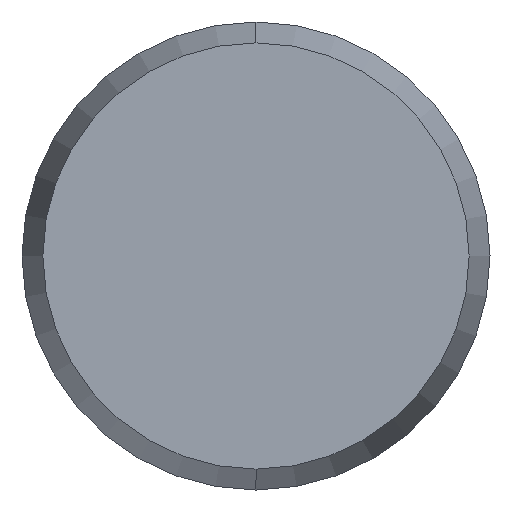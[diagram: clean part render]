
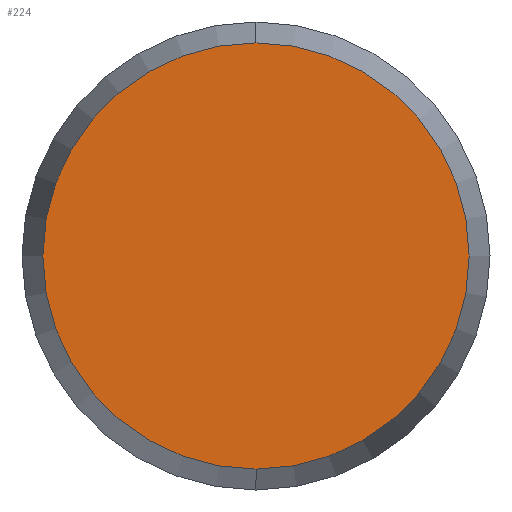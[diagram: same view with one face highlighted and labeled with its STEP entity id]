
A CAD part, left-side view. The second image highlights one B-rep face of the part: STEP entity #224.
In plain terms, the highlighted planar face has unit normal (-1, 0, 0).
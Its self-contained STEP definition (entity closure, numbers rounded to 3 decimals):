
#14 = PLANE ( 'NONE',  #231 ) ;
#45 = EDGE_LOOP ( 'NONE', ( #68, #174 ) ) ;
#54 = AXIS2_PLACEMENT_3D ( 'NONE', #215, #190, #234 ) ;
#59 = DIRECTION ( 'NONE',  ( 0., 0., 1. ) ) ;
#68 = ORIENTED_EDGE ( 'NONE', *, *, #250, .T. ) ;
#75 = DIRECTION ( 'NONE',  ( -1., 0., 0. ) ) ;
#94 = CARTESIAN_POINT ( 'NONE',  ( -3., 0., 0. ) ) ;
#97 = FACE_OUTER_BOUND ( 'NONE', #45, .T. ) ;
#106 = VERTEX_POINT ( 'NONE', #270 ) ;
#174 = ORIENTED_EDGE ( 'NONE', *, *, #267, .T. ) ;
#180 = CIRCLE ( 'NONE', #214, 1.366 ) ;
#185 = DIRECTION ( 'NONE',  ( 0., 0., 1. ) ) ;
#188 = CIRCLE ( 'NONE', #54, 1.366 ) ;
#189 = CARTESIAN_POINT ( 'NONE',  ( -3., 0., 0. ) ) ;
#190 = DIRECTION ( 'NONE',  ( -1., 0., 0. ) ) ;
#210 = DIRECTION ( 'NONE',  ( -1., 0., 0. ) ) ;
#214 = AXIS2_PLACEMENT_3D ( 'NONE', #189, #210, #59 ) ;
#215 = CARTESIAN_POINT ( 'NONE',  ( -3., 0., 0. ) ) ;
#224 = ADVANCED_FACE ( 'NONE', ( #97 ), #14, .T. ) ;
#231 = AXIS2_PLACEMENT_3D ( 'NONE', #94, #75, #185 ) ;
#234 = DIRECTION ( 'NONE',  ( 0., 0., 1. ) ) ;
#240 = VERTEX_POINT ( 'NONE', #272 ) ;
#250 = EDGE_CURVE ( 'NONE', #106, #240, #188, .T. ) ;
#267 = EDGE_CURVE ( 'NONE', #240, #106, #180, .T. ) ;
#270 = CARTESIAN_POINT ( 'NONE',  ( -3., 0., 1.366 ) ) ;
#272 = CARTESIAN_POINT ( 'NONE',  ( -3., 0., -1.366 ) ) ;
